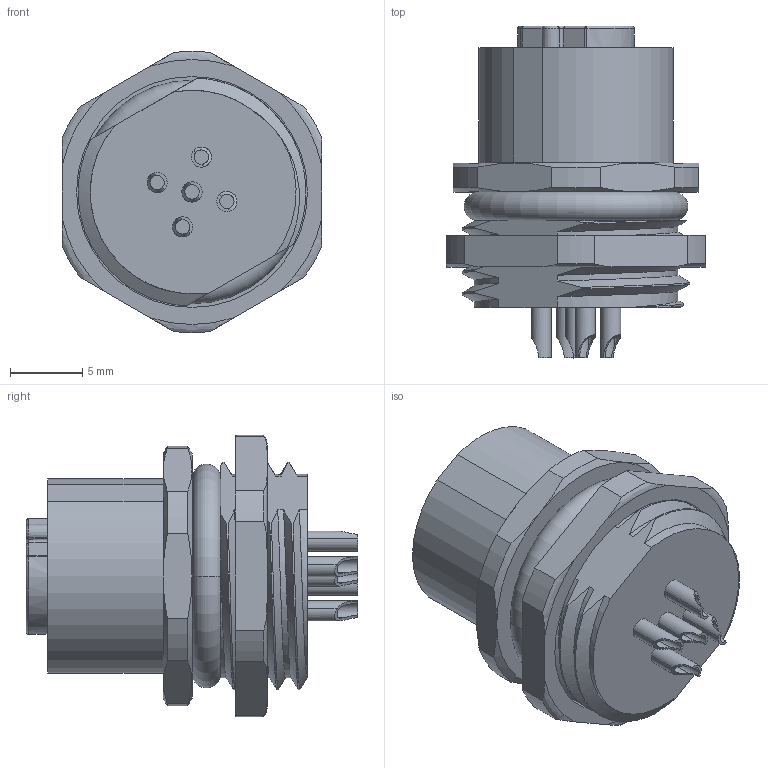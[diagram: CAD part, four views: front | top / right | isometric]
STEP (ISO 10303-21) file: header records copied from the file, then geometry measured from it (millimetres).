
FILE_DESCRIPTION((''),'2;1');
FILE_NAME('55555','2021-01-04T',('zh.su'),(''),'PRO/ENGINEER BY PARAMETRIC TECHNOLOGY CORPORATION, 2012480','PRO/ENGINEER BY PARAMETRIC TECHNOLOGY CORPORATION, 2012480','');
FILE_SCHEMA(('CONFIG_CONTROL_DESIGN'));
Length unit declared in the file: millimetre
Products named in the file (1): 55555
Bounding box: 18 x 23 x 19.48 mm (x, y, z)
Volume: 2794.4 mm3; surface area: 3203.5 mm2
Topology: 2 solids, 7 shells, 456 faces, 1238 edges, 809 vertices
Faces by surface type: plane 131, cone 119, cylinder 94, extrusion 43, bspline 42, torus 25, sphere 2
Entity records: 20553 total; most frequent: CARTESIAN_POINT 9653, ORIENTED_EDGE 2456, DIRECTION 1974, EDGE_CURVE 1228, VERTEX_POINT 809, AXIS2_PLACEMENT_3D 757, EDGE_LOOP 495, B_SPLINE_CURVE_WITH_KNOTS 468
